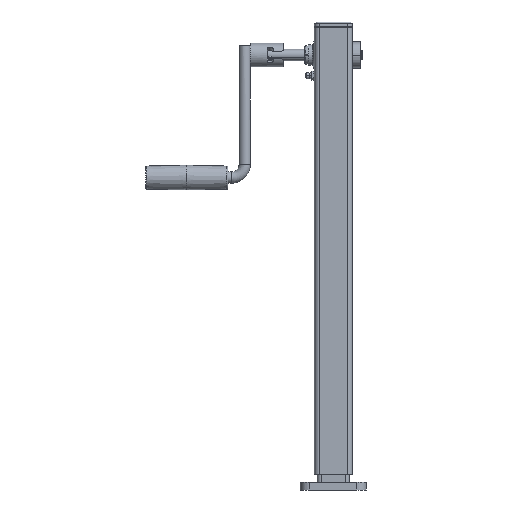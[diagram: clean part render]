
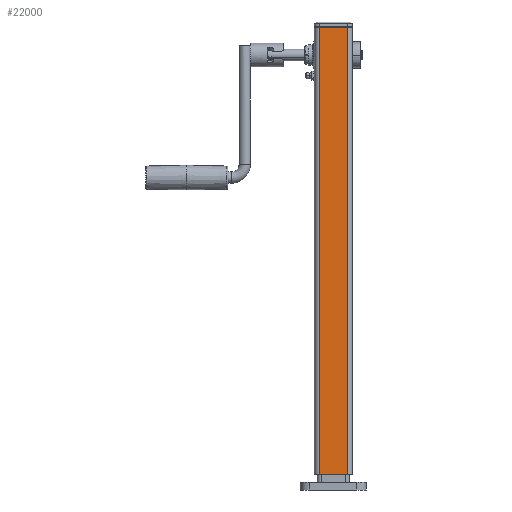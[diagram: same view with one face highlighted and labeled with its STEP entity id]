
A CAD part, left-side view. The second image highlights one B-rep face of the part: STEP entity #22000.
In plain terms, the highlighted planar face has unit normal (-1, 0, 0).
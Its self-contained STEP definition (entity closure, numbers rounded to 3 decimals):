
#14370=CARTESIAN_POINT('',(-20.,15.,0.));
#14380=VERTEX_POINT('',#14370);
#14410=CARTESIAN_POINT('',(-20.,20.,0.));
#14420=DIRECTION('',(0.,-1.,0.));
#14430=VECTOR('',#14420,1.);
#14440=LINE('',#14410,#14430);
#14450=CARTESIAN_POINT('',(-20.,-15.,0.));
#14460=VERTEX_POINT('',#14450);
#14470=EDGE_CURVE('',#14380,#14460,#14440,.T.);
#15130=CARTESIAN_POINT('',(-20.,15.,474.5));
#15140=VERTEX_POINT('',#15130);
#15170=CARTESIAN_POINT('',(-20.,15.,0.));
#15180=DIRECTION('',(0.,0.,1.));
#15190=VECTOR('',#15180,1.);
#15200=LINE('',#15170,#15190);
#15210=EDGE_CURVE('',#14380,#15140,#15200,.T.);
#21040=CARTESIAN_POINT('',(-20.,-15.,474.5));
#21050=VERTEX_POINT('',#21040);
#21150=CARTESIAN_POINT('',(-20.,-15.,0.));
#21160=DIRECTION('',(0.,0.,1.));
#21170=VECTOR('',#21160,1.);
#21180=LINE('',#21150,#21170);
#21190=EDGE_CURVE('',#14460,#21050,#21180,.T.);
#21470=CARTESIAN_POINT('',(-20.,0.,474.5));
#21480=DIRECTION('',(0.,-1.,0.));
#21490=VECTOR('',#21480,1.);
#21500=LINE('',#21470,#21490);
#21510=EDGE_CURVE('',#15140,#21050,#21500,.T.);
#21890=CARTESIAN_POINT('',(-20.,-20.,0.));
#21900=DIRECTION('',(-1.,0.,0.));
#21910=DIRECTION('',(0.,1.,0.));
#21920=AXIS2_PLACEMENT_3D('',#21890,#21900,#21910);
#21930=PLANE('',#21920);
#21940=ORIENTED_EDGE('',*,*,#14470,.T.);
#21950=ORIENTED_EDGE('',*,*,#15210,.F.);
#21960=ORIENTED_EDGE('',*,*,#21510,.F.);
#21970=ORIENTED_EDGE('',*,*,#21190,.T.);
#21980=EDGE_LOOP('',(#21970,#21960,#21950,#21940));
#21990=FACE_OUTER_BOUND('',#21980,.T.);
#22000=ADVANCED_FACE('',(#21990),#21930,.T.);
